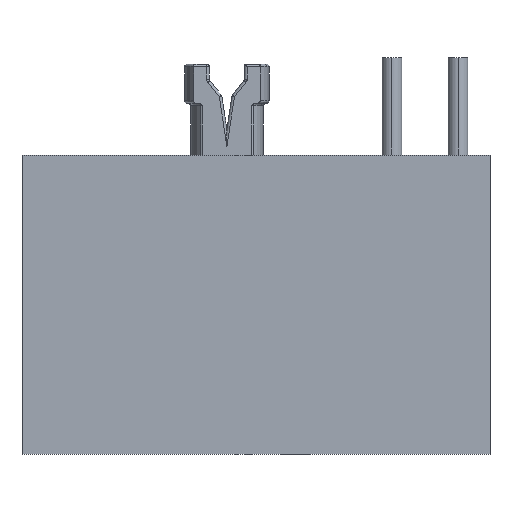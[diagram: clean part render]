
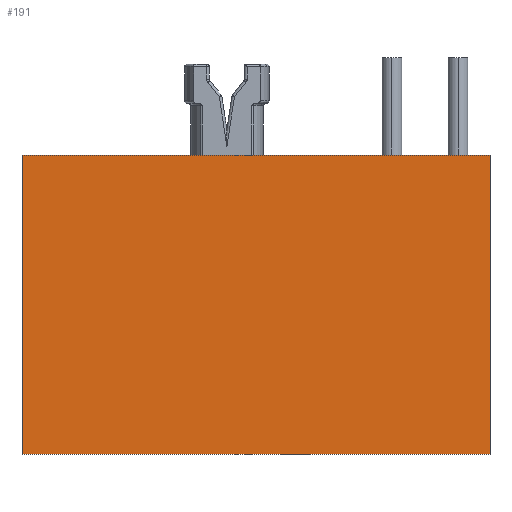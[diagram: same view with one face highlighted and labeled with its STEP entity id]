
A CAD part, left-side view. The second image highlights one B-rep face of the part: STEP entity #191.
In plain terms, the highlighted planar face has unit normal (-1, 0, 0).
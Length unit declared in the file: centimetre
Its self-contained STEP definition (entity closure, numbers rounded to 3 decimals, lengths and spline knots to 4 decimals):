
#125 = VECTOR ( 'NONE', #16704, 100. ) ;
#191 = ADVANCED_FACE ( 'NONE', ( #16299 ), #10514, .T. ) ;
#305 = VECTOR ( 'NONE', #10655, 100. ) ;
#659 = EDGE_CURVE ( 'NONE', #17973, #4749, #12070, .T. ) ;
#876 = CARTESIAN_POINT ( 'NONE',  ( -0.66, 0.9, -0.575 ) ) ;
#1922 = LINE ( 'NONE', #4851, #5336 ) ;
#2105 = CARTESIAN_POINT ( 'NONE',  ( -0.66, -0.9, 0.575 ) ) ;
#3556 = DIRECTION ( 'NONE',  ( 0., 1., 0. ) ) ;
#3598 = CARTESIAN_POINT ( 'NONE',  ( -0.66, -0.9, -0.575 ) ) ;
#4208 = VECTOR ( 'NONE', #3556, 100. ) ;
#4749 = VERTEX_POINT ( 'NONE', #2105 ) ;
#4851 = CARTESIAN_POINT ( 'NONE',  ( -0.66, 0., -0.575 ) ) ;
#5336 = VECTOR ( 'NONE', #7549, 100. ) ;
#5414 = ORIENTED_EDGE ( 'NONE', *, *, #14266, .T. ) ;
#5551 = VERTEX_POINT ( 'NONE', #15689 ) ;
#5624 = ORIENTED_EDGE ( 'NONE', *, *, #13532, .T. ) ;
#7549 = DIRECTION ( 'NONE',  ( 0., -1., 0. ) ) ;
#8849 = ORIENTED_EDGE ( 'NONE', *, *, #9987, .T. ) ;
#9826 = EDGE_LOOP ( 'NONE', ( #5414, #12489, #5624, #8849 ) ) ;
#9987 = EDGE_CURVE ( 'NONE', #5551, #15558, #13547, .T. ) ;
#10514 = PLANE ( 'NONE',  #11032 ) ;
#10655 = DIRECTION ( 'NONE',  ( 0., 0., 1. ) ) ;
#11032 = AXIS2_PLACEMENT_3D ( 'NONE', #11637, #11828, #17315 ) ;
#11482 = CARTESIAN_POINT ( 'NONE',  ( -0.66, -0.9, -0.575 ) ) ;
#11637 = CARTESIAN_POINT ( 'NONE',  ( -0.66, 0., -0.575 ) ) ;
#11828 = DIRECTION ( 'NONE',  ( -1., 0., 0. ) ) ;
#12070 = LINE ( 'NONE', #3598, #305 ) ;
#12489 = ORIENTED_EDGE ( 'NONE', *, *, #659, .T. ) ;
#13512 = CARTESIAN_POINT ( 'NONE',  ( -0.66, 0., 0.575 ) ) ;
#13532 = EDGE_CURVE ( 'NONE', #4749, #5551, #15183, .T. ) ;
#13547 = LINE ( 'NONE', #16523, #125 ) ;
#14266 = EDGE_CURVE ( 'NONE', #15558, #17973, #1922, .T. ) ;
#15183 = LINE ( 'NONE', #13512, #4208 ) ;
#15558 = VERTEX_POINT ( 'NONE', #876 ) ;
#15689 = CARTESIAN_POINT ( 'NONE',  ( -0.66, 0.9, 0.575 ) ) ;
#16299 = FACE_OUTER_BOUND ( 'NONE', #9826, .T. ) ;
#16523 = CARTESIAN_POINT ( 'NONE',  ( -0.66, 0.9, -0.575 ) ) ;
#16704 = DIRECTION ( 'NONE',  ( 0., 0., -1. ) ) ;
#17315 = DIRECTION ( 'NONE',  ( 0., 0., 1. ) ) ;
#17973 = VERTEX_POINT ( 'NONE', #11482 ) ;
